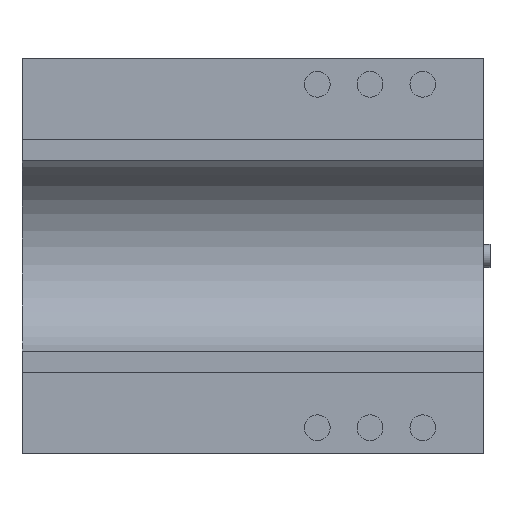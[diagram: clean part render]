
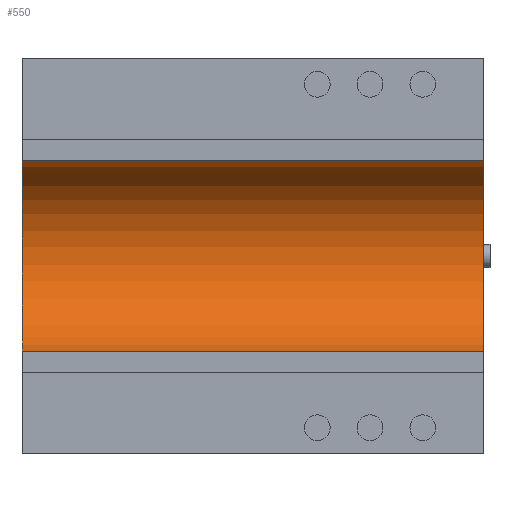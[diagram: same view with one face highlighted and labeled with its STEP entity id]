
A CAD part, front view. The second image highlights one B-rep face of the part: STEP entity #550.
In plain terms, the highlighted cylindrical face has radius 15 mm (diameter 30 mm), a partial arc.
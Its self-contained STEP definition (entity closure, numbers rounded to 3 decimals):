
#66=FACE_OUTER_BOUND('',#103,.T.);
#103=EDGE_LOOP('',(#475,#476,#477,#478));
#124=LINE('',#916,#166);
#129=LINE('',#925,#171);
#166=VECTOR('',#756,10.);
#171=VECTOR('',#763,10.);
#227=CIRCLE('',#632,15.);
#228=CIRCLE('',#634,15.);
#265=VERTEX_POINT('',#912);
#267=VERTEX_POINT('',#915);
#269=VERTEX_POINT('',#921);
#270=VERTEX_POINT('',#923);
#330=EDGE_CURVE('',#267,#265,#124,.T.);
#335=EDGE_CURVE('',#269,#270,#129,.T.);
#345=EDGE_CURVE('',#269,#265,#227,.T.);
#351=EDGE_CURVE('',#267,#270,#228,.T.);
#475=ORIENTED_EDGE('',*,*,#335,.T.);
#476=ORIENTED_EDGE('',*,*,#351,.F.);
#477=ORIENTED_EDGE('',*,*,#330,.T.);
#478=ORIENTED_EDGE('',*,*,#345,.F.);
#521=CYLINDRICAL_SURFACE('',#633,15.);
#550=ADVANCED_FACE('',(#66),#521,.F.);
#632=AXIS2_PLACEMENT_3D('',#945,#781,#782);
#633=AXIS2_PLACEMENT_3D('',#955,#788,#789);
#634=AXIS2_PLACEMENT_3D('',#956,#790,#791);
#756=DIRECTION('',(-1.,0.,0.));
#763=DIRECTION('',(1.,0.,0.));
#781=DIRECTION('center_axis',(1.,0.,0.));
#782=DIRECTION('ref_axis',(0.,0.,-1.));
#788=DIRECTION('center_axis',(-1.,0.,0.));
#789=DIRECTION('ref_axis',(0.,0.,-1.));
#790=DIRECTION('center_axis',(-1.,0.,0.));
#791=DIRECTION('ref_axis',(0.,0.,-1.));
#912=CARTESIAN_POINT('',(-35.,-8.,14.457));
#915=CARTESIAN_POINT('',(35.,-8.,14.457));
#916=CARTESIAN_POINT('',(35.,-8.,14.457));
#921=CARTESIAN_POINT('',(-35.,-8.,-14.457));
#923=CARTESIAN_POINT('',(35.,-8.,-14.457));
#925=CARTESIAN_POINT('',(35.,-8.,-14.457));
#945=CARTESIAN_POINT('Origin',(-35.,-12.,0.));
#955=CARTESIAN_POINT('Origin',(35.,-12.,0.));
#956=CARTESIAN_POINT('Origin',(35.,-12.,0.));
